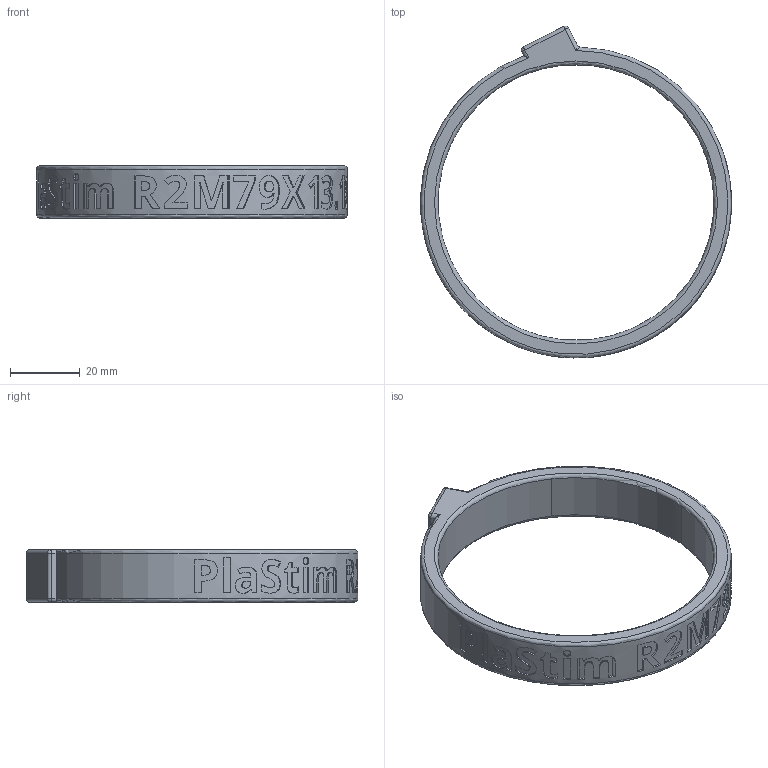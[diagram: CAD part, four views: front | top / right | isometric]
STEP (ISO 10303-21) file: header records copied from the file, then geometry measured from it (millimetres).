
FILE_DESCRIPTION(/* description */ ('STEP AP242 Edition 2','CAx-IF Rec.Pracs.---Representation and Presentation of Product Manufacturing Information (PMI)---4.0---2014-10-13','CAx-IF Rec.Pracs.---3D Tessellated Geometry---0.4---2014-09-14','2;1','CAx-IF Rec.Pracs.---User Defined Attributes---1.5---2016-08-15'),/* implementation_level */ '2;1');
FILE_NAME(/* name */ '696905453e7a8fa981fc69f5',/* time_stamp */ '2026-01-15T15:18:30Z',/* author */ (''),/* organization */ (''),/* preprocessor_version */ 'ST-DEVELOPER v20',/* originating_system */ 'ONSHAPE BY PTC INC, 1.209',/* authorisation */ ' ');
FILE_SCHEMA (('AP242_MANAGED_MODEL_BASED_3D_ENGINEERING_MIM_LF { 1 0 10303 442 3 1 4 }'));
Length unit declared in the file: metre
Products named in the file (2): Insulator; Conductor
Bounding box: 89 x 95.01 x 15 mm (x, y, z)
Volume: 20096.8 mm3; surface area: 23767.3 mm2
Topology: 2 solids, 2 shells, 441 faces, 1204 edges, 789 vertices
Faces by surface type: bspline 192, plane 170, cylinder 69, torus 6, sphere 4
Full cylindrical faces by diameter (mm): 2.135 x1, 4 x1
Entity records: 15186 total; most frequent: CARTESIAN_POINT 5214, ORIENTED_EDGE 2378, DIRECTION 1513, EDGE_CURVE 1189, VERTEX_POINT 786, LINE 519, VECTOR 519, AXIS2_PLACEMENT_3D 497
